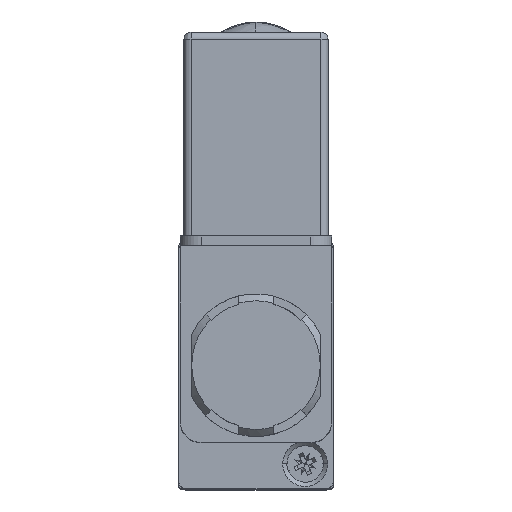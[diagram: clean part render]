
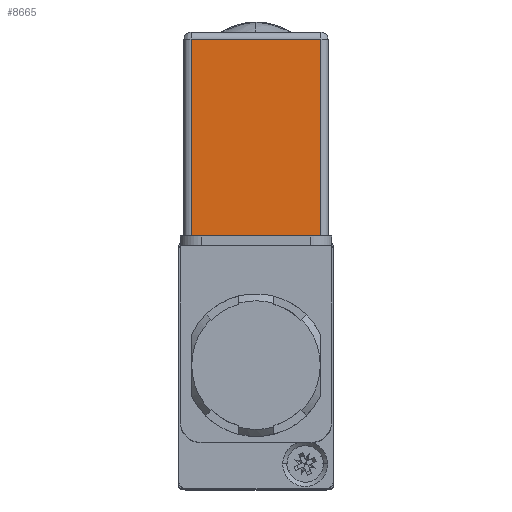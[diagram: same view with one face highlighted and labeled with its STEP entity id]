
A CAD part, top view. The second image highlights one B-rep face of the part: STEP entity #8665.
In plain terms, the highlighted planar face has unit normal (0, 0, 1).
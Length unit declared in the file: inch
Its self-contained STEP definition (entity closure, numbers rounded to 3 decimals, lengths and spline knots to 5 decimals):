
#261 = ORIENTED_EDGE ( 'NONE', *, *, #11201, .F. ) ;
#440 = CARTESIAN_POINT ( 'NONE',  ( -0.36417, 0.71338, 0. ) ) ;
#757 = EDGE_CURVE ( 'NONE', #4935, #7431, #5252, .T. ) ;
#1238 = DIRECTION ( 'NONE',  ( 0., -1., 0. ) ) ;
#1706 = VECTOR ( 'NONE', #11186, 39.37008 ) ;
#2375 = ORIENTED_EDGE ( 'NONE', *, *, #757, .F. ) ;
#2845 = EDGE_LOOP ( 'NONE', ( #3985, #10422, #261, #2375 ) ) ;
#3012 = FACE_OUTER_BOUND ( 'NONE', #2845, .T. ) ;
#3186 = VERTEX_POINT ( 'NONE', #5592 ) ;
#3602 = EDGE_CURVE ( 'NONE', #3186, #5496, #4086, .T. ) ;
#3964 = CARTESIAN_POINT ( 'NONE',  ( 0.36417, 0., 0. ) ) ;
#3985 = ORIENTED_EDGE ( 'NONE', *, *, #6443, .F. ) ;
#4086 = LINE ( 'NONE', #11038, #8951 ) ;
#4935 = VERTEX_POINT ( 'NONE', #5470 ) ;
#4973 = VECTOR ( 'NONE', #1238, 39.37008 ) ;
#5252 = LINE ( 'NONE', #3964, #4973 ) ;
#5470 = CARTESIAN_POINT ( 'NONE',  ( 0.36417, 0.71338, 0. ) ) ;
#5496 = VERTEX_POINT ( 'NONE', #440 ) ;
#5561 = DIRECTION ( 'NONE',  ( 0., 1., 0. ) ) ;
#5592 = CARTESIAN_POINT ( 'NONE',  ( -0.36417, -0.38898, 0. ) ) ;
#5615 = CARTESIAN_POINT ( 'NONE',  ( 0.40354, -0.38898, 0. ) ) ;
#5694 = CARTESIAN_POINT ( 'NONE',  ( 0., 0., 0. ) ) ;
#5704 = CARTESIAN_POINT ( 'NONE',  ( 0., 0.71338, 0. ) ) ;
#5742 = DIRECTION ( 'NONE',  ( -1., 0., 0. ) ) ;
#6443 = EDGE_CURVE ( 'NONE', #5496, #4935, #6567, .T. ) ;
#6567 = LINE ( 'NONE', #5704, #1706 ) ;
#6587 = DIRECTION ( 'NONE',  ( -1., 0., 0. ) ) ;
#7431 = VERTEX_POINT ( 'NONE', #11804 ) ;
#8322 = VECTOR ( 'NONE', #6587, 39.37008 ) ;
#8492 = PLANE ( 'NONE',  #10872 ) ;
#8665 = ADVANCED_FACE ( 'NONE', ( #3012 ), #8492, .F. ) ;
#8951 = VECTOR ( 'NONE', #5561, 39.37008 ) ;
#10422 = ORIENTED_EDGE ( 'NONE', *, *, #3602, .F. ) ;
#10719 = LINE ( 'NONE', #5615, #8322 ) ;
#10872 = AXIS2_PLACEMENT_3D ( 'NONE', #5694, #11214, #5742 ) ;
#11038 = CARTESIAN_POINT ( 'NONE',  ( -0.36417, 0., 0. ) ) ;
#11186 = DIRECTION ( 'NONE',  ( 1., 0., 0. ) ) ;
#11201 = EDGE_CURVE ( 'NONE', #7431, #3186, #10719, .T. ) ;
#11214 = DIRECTION ( 'NONE',  ( 0., 0., -1. ) ) ;
#11804 = CARTESIAN_POINT ( 'NONE',  ( 0.36417, -0.38898, 0. ) ) ;
